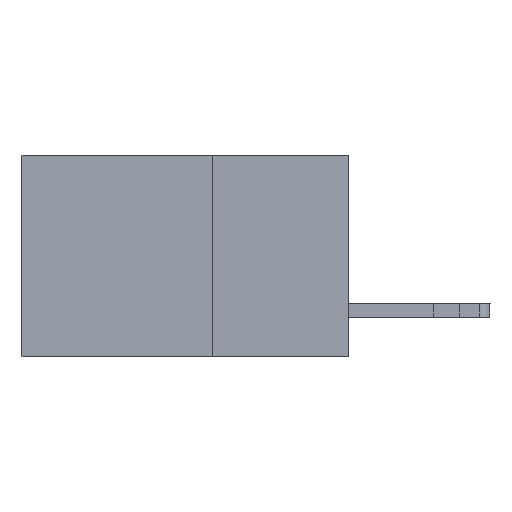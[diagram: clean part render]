
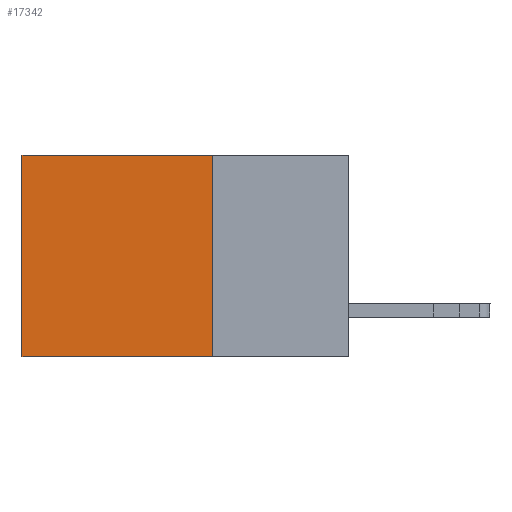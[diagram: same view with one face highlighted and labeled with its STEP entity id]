
A CAD part, left-side view. The second image highlights one B-rep face of the part: STEP entity #17342.
In plain terms, the highlighted planar face has unit normal (-1, 0, 0).
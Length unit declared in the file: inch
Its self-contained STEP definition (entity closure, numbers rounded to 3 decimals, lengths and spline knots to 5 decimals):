
#174 = ORIENTED_EDGE ( 'NONE', *, *, #4706, .T. ) ;
#415 = EDGE_CURVE ( 'NONE', #15803, #16874, #12045, .T. ) ;
#1184 = DIRECTION ( 'NONE',  ( 0., 0., -1. ) ) ;
#2110 = LINE ( 'NONE', #3491, #15851 ) ;
#2161 = ORIENTED_EDGE ( 'NONE', *, *, #415, .F. ) ;
#2308 = CARTESIAN_POINT ( 'NONE',  ( 0.2615, 0.25, -0.37 ) ) ;
#2509 = FACE_OUTER_BOUND ( 'NONE', #15587, .T. ) ;
#3491 = CARTESIAN_POINT ( 'NONE',  ( 0.2615, 0.25, 0. ) ) ;
#4157 = VECTOR ( 'NONE', #11297, 39.37008 ) ;
#4706 = EDGE_CURVE ( 'NONE', #7125, #8272, #2110, .T. ) ;
#5142 = DIRECTION ( 'NONE',  ( 0., 0., -1. ) ) ;
#5213 = AXIS2_PLACEMENT_3D ( 'NONE', #13584, #17572, #5142 ) ;
#5737 = LINE ( 'NONE', #16754, #4157 ) ;
#5766 = CARTESIAN_POINT ( 'NONE',  ( 0.2615, 0.25, -0.37 ) ) ;
#5881 = EDGE_CURVE ( 'NONE', #8272, #16874, #5737, .T. ) ;
#6267 = CARTESIAN_POINT ( 'NONE',  ( 0.2615, 0.6, 0. ) ) ;
#7125 = VERTEX_POINT ( 'NONE', #12541 ) ;
#7661 = PLANE ( 'NONE',  #5213 ) ;
#8074 = LINE ( 'NONE', #13634, #8565 ) ;
#8272 = VERTEX_POINT ( 'NONE', #6267 ) ;
#8337 = ORIENTED_EDGE ( 'NONE', *, *, #5881, .T. ) ;
#8565 = VECTOR ( 'NONE', #1184, 39.37008 ) ;
#9603 = EDGE_CURVE ( 'NONE', #7125, #15803, #8074, .T. ) ;
#11297 = DIRECTION ( 'NONE',  ( 0., 0., -1. ) ) ;
#12045 = LINE ( 'NONE', #2308, #15080 ) ;
#12483 = ORIENTED_EDGE ( 'NONE', *, *, #9603, .F. ) ;
#12541 = CARTESIAN_POINT ( 'NONE',  ( 0.2615, 0.25, 0. ) ) ;
#13584 = CARTESIAN_POINT ( 'NONE',  ( 0.2615, 0.25, -0.37 ) ) ;
#13634 = CARTESIAN_POINT ( 'NONE',  ( 0.2615, 0.25, -0.37 ) ) ;
#14844 = DIRECTION ( 'NONE',  ( 0., 1., 0. ) ) ;
#15080 = VECTOR ( 'NONE', #14844, 39.37008 ) ;
#15587 = EDGE_LOOP ( 'NONE', ( #8337, #2161, #12483, #174 ) ) ;
#15756 = DIRECTION ( 'NONE',  ( 0., 1., 0. ) ) ;
#15803 = VERTEX_POINT ( 'NONE', #5766 ) ;
#15851 = VECTOR ( 'NONE', #15756, 39.37008 ) ;
#16266 = CARTESIAN_POINT ( 'NONE',  ( 0.2615, 0.6, -0.37 ) ) ;
#16754 = CARTESIAN_POINT ( 'NONE',  ( 0.2615, 0.6, -0.37 ) ) ;
#16874 = VERTEX_POINT ( 'NONE', #16266 ) ;
#17342 = ADVANCED_FACE ( 'NONE', ( #2509 ), #7661, .F. ) ;
#17572 = DIRECTION ( 'NONE',  ( 1., 0., 0. ) ) ;
